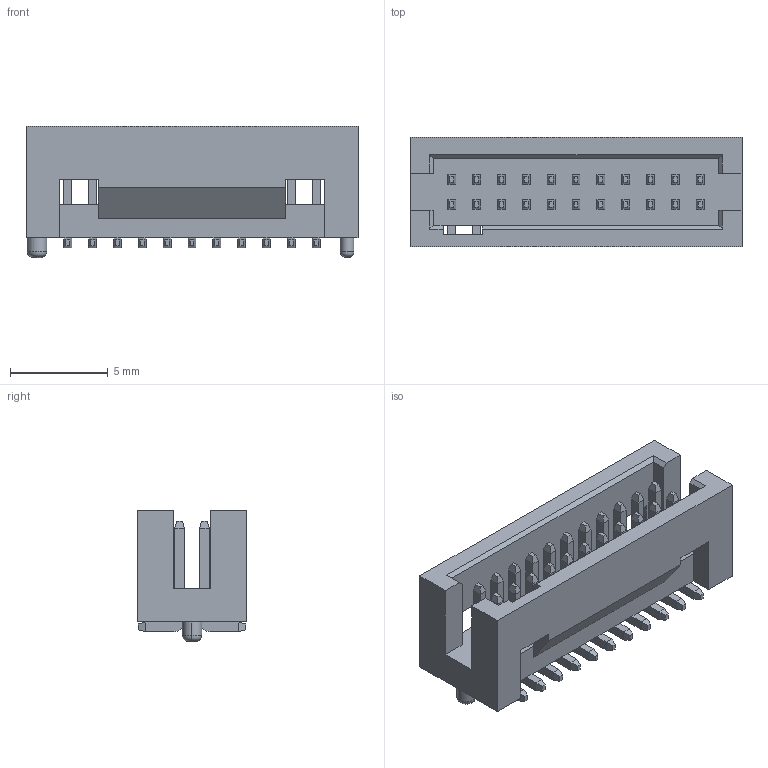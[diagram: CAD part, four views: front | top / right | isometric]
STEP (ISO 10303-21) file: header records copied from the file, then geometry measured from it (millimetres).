
FILE_DESCRIPTION (( 'STEP AP214' ), '1' );
FILE_NAME ('FBH12707-D22S1014K6M-REF.STEP', '2026-03-05T03:44:52', ( '' ), ( '' ), 'SwSTEP 2.0', 'SolidWorks 2021', '' );
FILE_SCHEMA (( 'AUTOMOTIVE_DESIGN' ));
Length unit declared in the file: millimetre
Products named in the file (1): FBH12707-D22S1014K6M-REF
Bounding box: 16.97 x 5.6 x 6.7 mm (x, y, z)
Volume: 282.9 mm3; surface area: 764.3 mm2
Topology: 1 solids, 1 shells, 493 faces, 1167 edges, 692 vertices
Faces by surface type: plane 463, cylinder 26, torus 4
Entity records: 13669 total; most frequent: CARTESIAN_POINT 2419, ORIENTED_EDGE 2334, DIRECTION 2193, EDGE_CURVE 1167, VECTOR 1085, LINE 1085, VERTEX_POINT 692, AXIS2_PLACEMENT_3D 554
